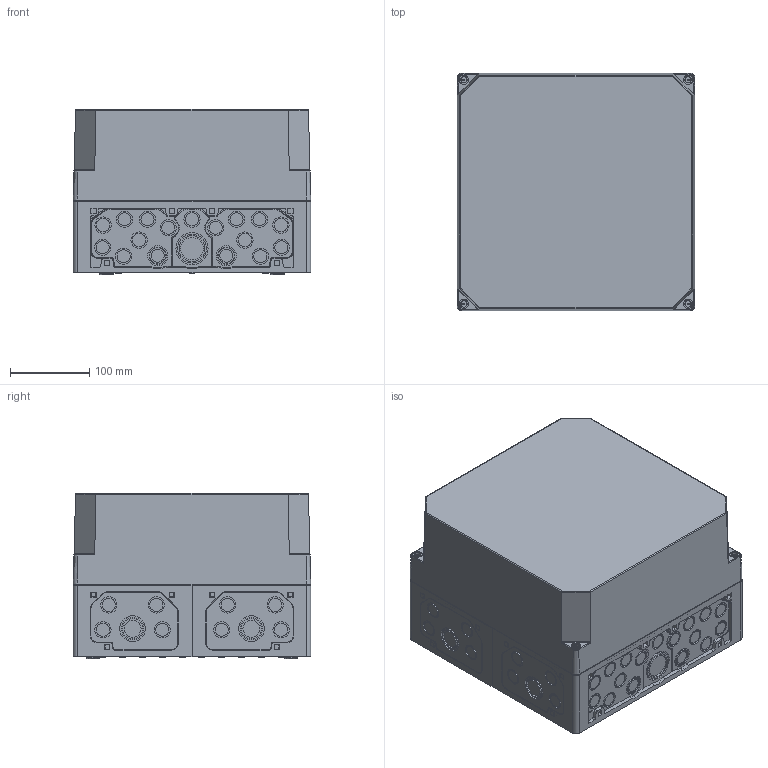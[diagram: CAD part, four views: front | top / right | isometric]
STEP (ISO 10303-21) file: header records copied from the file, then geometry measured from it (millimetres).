
FILE_DESCRIPTION( ( 'STEP AP214' ), ' ' );
FILE_NAME( '74790201.stp', '2016-04-11T15:58:43', ( '' ), ( '' ), ' ', 'PARTsolutions', ' ' );
FILE_SCHEMA( ( 'AUTOMOTIVE_DESIGN { 1 0 10303 214 1 1 1 1 }' ) );
Length unit declared in the file: millimetre
Products named in the file (5): 74790201; _Kasten-ak-2-endstk-oben; _Kasten-ak-2-endstk-unten; _Deckel-ak-2-h-t; _Schraube-ak2-lang
Assembly tree (7 placements, depth 2):
  74790201
    _Kasten-ak-2-endstk-oben
    _Kasten-ak-2-endstk-unten
    _Deckel-ak-2-h-t
    _Schraube-ak2-lang  x4
Bounding box: 300 x 300 x 209 mm (x, y, z)
Volume: 1617016.4 mm3; surface area: 970200.6 mm2
Topology: 7 solids, 7 shells, 2216 faces, 5704 edges, 3756 vertices
Faces by surface type: plane 1456, cylinder 524, cone 228, torus 8
Full cylindrical faces by diameter (mm): 3.2 x32, 6 x8, 6.5 x4, 8 x8, 8.6 x4, 9 x4, 9.5 x4, 11 x4, 11.8 x8, 14.1 x4, 16.5 x50, 20.5 x50, 21.5 x8, 25.5 x8, 28.5 x6, 32.5 x6, 36.5 x2, 40.5 x2
Entity records: 80916 total; most frequent: CARTESIAN_POINT 11566, DIRECTION 10862, ORIENTED_EDGE 10440, EDGE_CURVE 5220, AXIS2_PLACEMENT_3D 3674, VERTEX_POINT 3574, LINE 3514, VECTOR 3514
